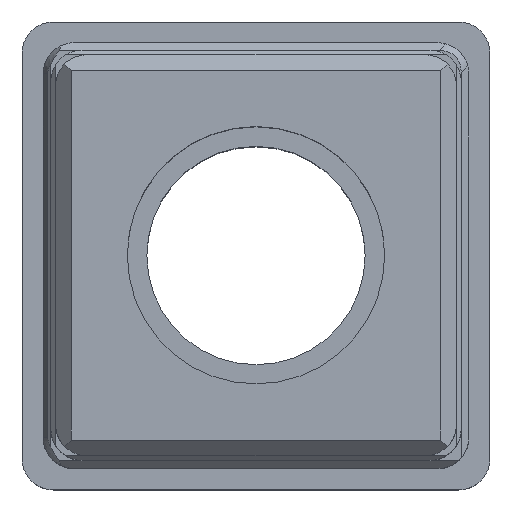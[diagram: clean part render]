
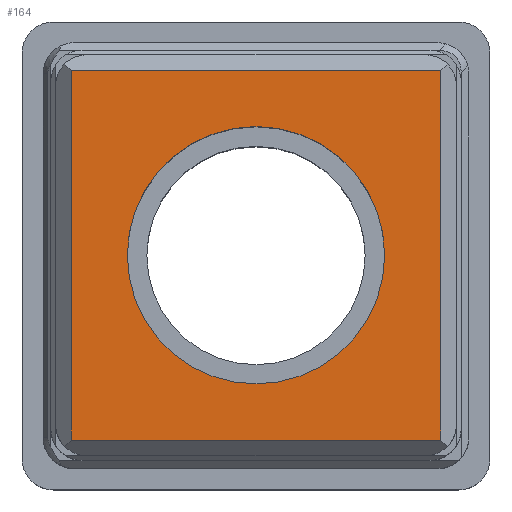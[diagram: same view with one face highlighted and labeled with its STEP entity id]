
A CAD part, top view. The second image highlights one B-rep face of the part: STEP entity #164.
In plain terms, the highlighted planar face has unit normal (0, 0, 1).
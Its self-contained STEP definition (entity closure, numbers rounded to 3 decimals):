
#164=ADVANCED_FACE('',(#383,#384),#385,.T.);
#383=FACE_OUTER_BOUND('',#804,.T.);
#384=FACE_BOUND('',#805,.T.);
#385=PLANE('',#806);
#804=EDGE_LOOP('',(#1801,#1802,#1803,#1804));
#805=EDGE_LOOP('',(#1805,#1806));
#806=AXIS2_PLACEMENT_3D('',#1807,#1808,#1809);
#1801=ORIENTED_EDGE('',*,*,#2405,.T.);
#1802=ORIENTED_EDGE('',*,*,#2406,.T.);
#1803=ORIENTED_EDGE('',*,*,#2407,.T.);
#1804=ORIENTED_EDGE('',*,*,#2408,.T.);
#1805=ORIENTED_EDGE('',*,*,#2409,.F.);
#1806=ORIENTED_EDGE('',*,*,#2401,.F.);
#1807=CARTESIAN_POINT('',(-53.127,47.613,33.0));
#1808=DIRECTION('',(0.0,0.0,1.0));
#1809=DIRECTION('',(1.0,0.0,0.0));
#2401=EDGE_CURVE('',#2722,#2725,#2726,.T.);
#2405=EDGE_CURVE('',#2731,#2732,#2733,.T.);
#2406=EDGE_CURVE('',#2732,#2734,#2735,.T.);
#2407=EDGE_CURVE('',#2734,#2736,#2737,.T.);
#2408=EDGE_CURVE('',#2736,#2731,#2738,.T.);
#2409=EDGE_CURVE('',#2725,#2722,#2739,.T.);
#2722=VERTEX_POINT('',#3323);
#2725=VERTEX_POINT('',#3327);
#2726=CIRCLE('',#3328,8.25);
#2731=VERTEX_POINT('',#3334);
#2732=VERTEX_POINT('',#3335);
#2733=LINE('',#3336,#3337);
#2734=VERTEX_POINT('',#3338);
#2735=LINE('',#3339,#3340);
#2736=VERTEX_POINT('',#3341);
#2737=LINE('',#3342,#3343);
#2738=LINE('',#3344,#3345);
#2739=CIRCLE('',#3346,8.25);
#3323=CARTESIAN_POINT('',(-29.457,63.033,33.0));
#3327=CARTESIAN_POINT('',(-45.957,63.033,33.0));
#3328=AXIS2_PLACEMENT_3D('',#3879,#3880,#3881);
#3334=CARTESIAN_POINT('',(-49.557,51.183,33.0));
#3335=CARTESIAN_POINT('',(-25.857,51.183,33.0));
#3336=CARTESIAN_POINT('',(-49.557,51.183,33.0));
#3337=VECTOR('',#3886,23.7);
#3338=CARTESIAN_POINT('',(-25.857,74.883,33.0));
#3339=CARTESIAN_POINT('',(-25.857,51.183,33.0));
#3340=VECTOR('',#3887,23.7);
#3341=CARTESIAN_POINT('',(-49.557,74.883,33.0));
#3342=CARTESIAN_POINT('',(-25.857,74.883,33.0));
#3343=VECTOR('',#3888,23.7);
#3344=CARTESIAN_POINT('',(-49.557,74.883,33.0));
#3345=VECTOR('',#3889,23.7);
#3346=AXIS2_PLACEMENT_3D('',#3890,#3891,#3892);
#3879=CARTESIAN_POINT('',(-37.707,63.033,33.0));
#3880=DIRECTION('',(0.0,0.0,1.0));
#3881=DIRECTION('',(1.0,0.0,0.0));
#3886=DIRECTION('',(1.0,0.0,0.0));
#3887=DIRECTION('',(0.0,1.0,0.0));
#3888=DIRECTION('',(-1.0,0.0,0.0));
#3889=DIRECTION('',(0.0,-1.0,0.0));
#3890=CARTESIAN_POINT('',(-37.707,63.033,33.0));
#3891=DIRECTION('',(0.0,0.0,1.0));
#3892=DIRECTION('',(1.0,0.0,0.0));
